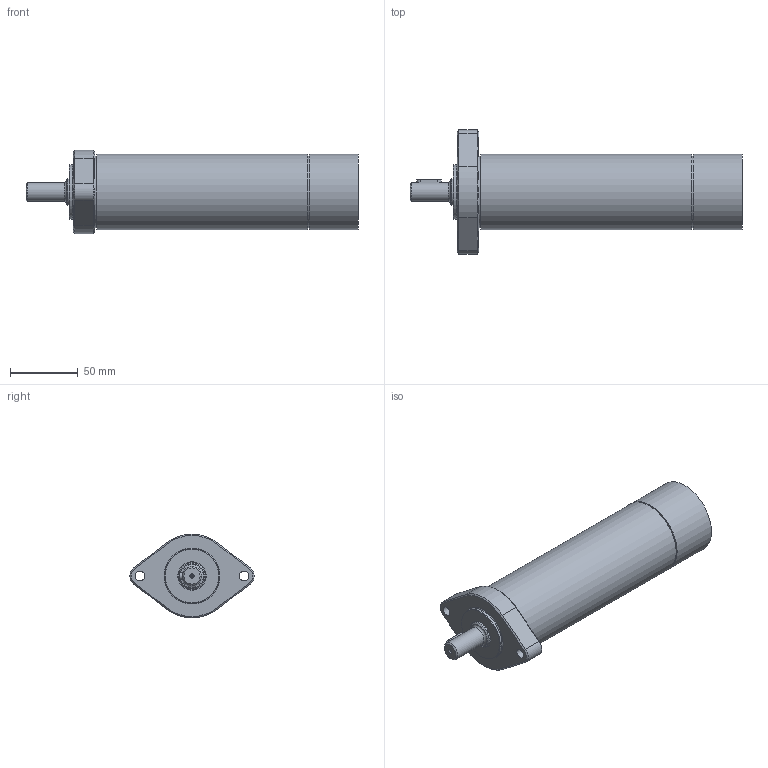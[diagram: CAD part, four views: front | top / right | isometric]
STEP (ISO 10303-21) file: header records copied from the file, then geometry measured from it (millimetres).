
FILE_DESCRIPTION((''),'2;1');
FILE_NAME('MRD 55-90_29907175.stp','2010-09-24T11:21:42',('rmorof'),(''),'Autodesk Inventor 2008','Autodesk Inventor 2008','');
FILE_SCHEMA(('CONFIG_CONTROL_DESIGN'));
Length unit declared in the file: millimetre
Products named in the file (1): MRD 55-90_29907175
Bounding box: 245.5 x 91.95 x 62 mm (x, y, z)
Volume: 540833.2 mm3; surface area: 51216.4 mm2
Topology: 1 solids, 3 shells, 83 faces, 177 edges, 113 vertices
Faces by surface type: plane 39, cylinder 16, bspline 16, cone 12
Full cylindrical faces by diameter (mm): 14 x1, 19.95 x1, 40 x1, 52.675 x2, 56 x2
Entity records: 2459 total; most frequent: CARTESIAN_POINT 718, DIRECTION 338, ORIENTED_EDGE 284, EDGE_CURVE 142, AXIS2_PLACEMENT_3D 136, EDGE_LOOP 124, VERTEX_POINT 102, FACE_OUTER_BOUND 83
